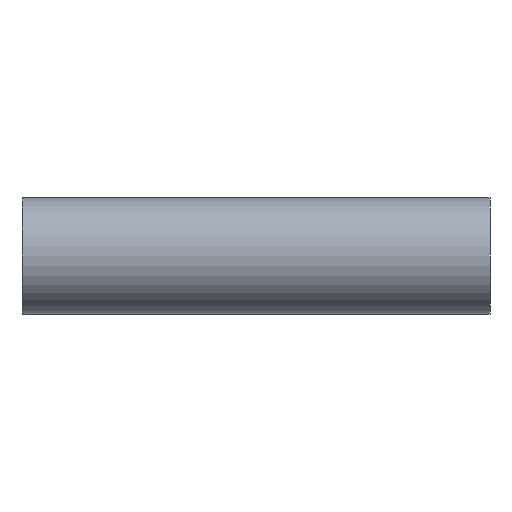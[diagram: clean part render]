
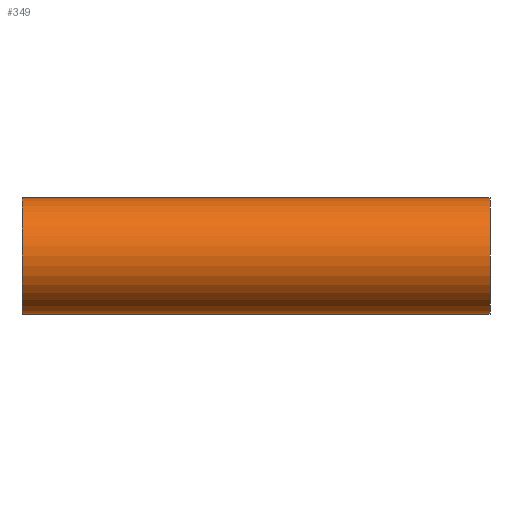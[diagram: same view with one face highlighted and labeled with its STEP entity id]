
A CAD part, left-side view. The second image highlights one B-rep face of the part: STEP entity #349.
In plain terms, the highlighted cylindrical face has radius 31.5 mm (diameter 63 mm), a partial arc.
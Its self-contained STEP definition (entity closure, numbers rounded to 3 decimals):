
#4 = VECTOR ( 'NONE', #111, 1000. ) ;
#10 = DIRECTION ( 'NONE',  ( 0., 1., 0. ) ) ;
#14 = CARTESIAN_POINT ( 'NONE',  ( 0., 0., 0. ) ) ;
#30 = EDGE_CURVE ( 'NONE', #112, #209, #238, .T. ) ;
#42 = CARTESIAN_POINT ( 'NONE',  ( 0., 254., 0. ) ) ;
#46 = AXIS2_PLACEMENT_3D ( 'NONE', #14, #10, #226 ) ;
#54 = CARTESIAN_POINT ( 'NONE',  ( 0., 90., -31.5 ) ) ;
#62 = CIRCLE ( 'NONE', #414, 31.5 ) ;
#73 = LINE ( 'NONE', #462, #328 ) ;
#75 = CARTESIAN_POINT ( 'NONE',  ( 0., 254., 31.5 ) ) ;
#96 = VECTOR ( 'NONE', #474, 1000. ) ;
#97 = AXIS2_PLACEMENT_3D ( 'NONE', #42, #155, #305 ) ;
#110 = VERTEX_POINT ( 'NONE', #391 ) ;
#111 = DIRECTION ( 'NONE',  ( 0., -1., 0. ) ) ;
#112 = VERTEX_POINT ( 'NONE', #54 ) ;
#124 = CARTESIAN_POINT ( 'NONE',  ( 0., 90., 31.5 ) ) ;
#141 = EDGE_CURVE ( 'NONE', #445, #221, #321, .T. ) ;
#155 = DIRECTION ( 'NONE',  ( 0., -1., 0. ) ) ;
#157 = DIRECTION ( 'NONE',  ( 0., -1., 0. ) ) ;
#207 = CARTESIAN_POINT ( 'NONE',  ( 0., 254., 31.5 ) ) ;
#209 = VERTEX_POINT ( 'NONE', #212 ) ;
#212 = CARTESIAN_POINT ( 'NONE',  ( 0., 0., -31.5 ) ) ;
#213 = EDGE_CURVE ( 'NONE', #110, #338, #62, .T. ) ;
#221 = VERTEX_POINT ( 'NONE', #471 ) ;
#226 = DIRECTION ( 'NONE',  ( 0., 0., 1. ) ) ;
#231 = CARTESIAN_POINT ( 'NONE',  ( 0., 254., 31.5 ) ) ;
#238 = LINE ( 'NONE', #465, #431 ) ;
#263 = EDGE_LOOP ( 'NONE', ( #378, #374, #327, #364, #293, #475 ) ) ;
#264 = CYLINDRICAL_SURFACE ( 'NONE', #97, 31.5 ) ;
#275 = DIRECTION ( 'NONE',  ( 0., -1., 0. ) ) ;
#288 = EDGE_CURVE ( 'NONE', #209, #221, #383, .T. ) ;
#293 = ORIENTED_EDGE ( 'NONE', *, *, #288, .T. ) ;
#305 = DIRECTION ( 'NONE',  ( 0., 0., -1. ) ) ;
#307 = LINE ( 'NONE', #75, #4 ) ;
#321 = LINE ( 'NONE', #207, #96 ) ;
#327 = ORIENTED_EDGE ( 'NONE', *, *, #392, .T. ) ;
#328 = VECTOR ( 'NONE', #157, 1000. ) ;
#338 = VERTEX_POINT ( 'NONE', #231 ) ;
#349 = ADVANCED_FACE ( 'NONE', ( #381 ), #264, .T. ) ;
#361 = CARTESIAN_POINT ( 'NONE',  ( 0., 254., 0. ) ) ;
#362 = DIRECTION ( 'NONE',  ( 0., 0., 1. ) ) ;
#364 = ORIENTED_EDGE ( 'NONE', *, *, #30, .T. ) ;
#374 = ORIENTED_EDGE ( 'NONE', *, *, #213, .F. ) ;
#378 = ORIENTED_EDGE ( 'NONE', *, *, #402, .F. ) ;
#381 = FACE_OUTER_BOUND ( 'NONE', #263, .T. ) ;
#383 = CIRCLE ( 'NONE', #46, 31.5 ) ;
#391 = CARTESIAN_POINT ( 'NONE',  ( 0., 254., -31.5 ) ) ;
#392 = EDGE_CURVE ( 'NONE', #110, #112, #73, .T. ) ;
#402 = EDGE_CURVE ( 'NONE', #338, #445, #307, .T. ) ;
#414 = AXIS2_PLACEMENT_3D ( 'NONE', #361, #478, #362 ) ;
#431 = VECTOR ( 'NONE', #275, 1000. ) ;
#445 = VERTEX_POINT ( 'NONE', #124 ) ;
#462 = CARTESIAN_POINT ( 'NONE',  ( 0., 254., -31.5 ) ) ;
#465 = CARTESIAN_POINT ( 'NONE',  ( 0., 254., -31.5 ) ) ;
#471 = CARTESIAN_POINT ( 'NONE',  ( 0., 0., 31.5 ) ) ;
#474 = DIRECTION ( 'NONE',  ( 0., -1., 0. ) ) ;
#475 = ORIENTED_EDGE ( 'NONE', *, *, #141, .F. ) ;
#478 = DIRECTION ( 'NONE',  ( 0., 1., 0. ) ) ;
